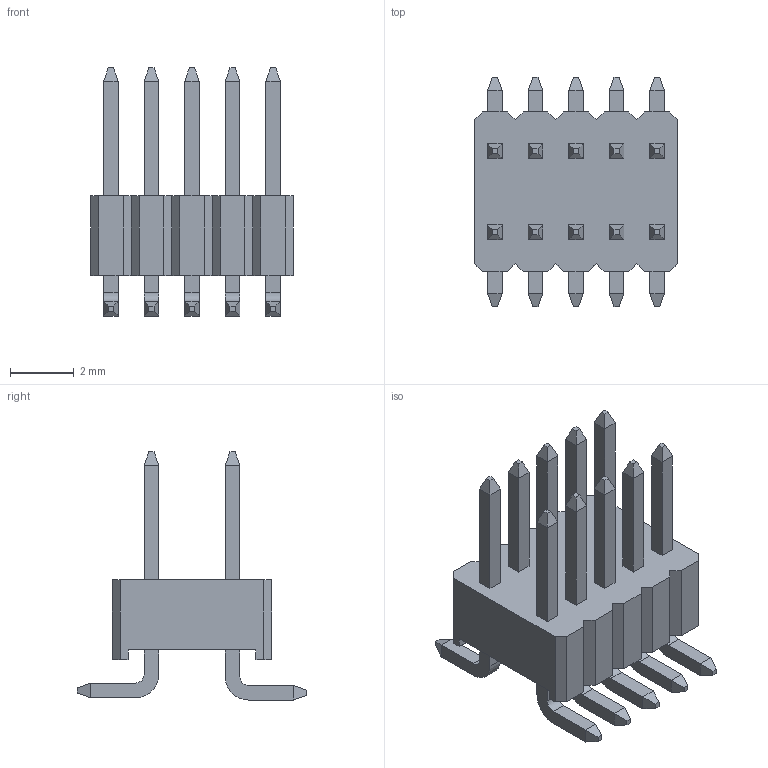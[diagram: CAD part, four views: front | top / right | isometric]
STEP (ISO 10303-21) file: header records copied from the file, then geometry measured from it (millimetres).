
FILE_DESCRIPTION(('FreeCAD Model'),'2;1');
FILE_NAME('User Library-Harwin_M52-040000S0545_HDRV10W46P254X127_2X5_635X720X777.step', '2017-03-03T22:21:34',('Author'),(''), 'Open CASCADE STEP processor 6.8','FreeCAD','Unknown');
FILE_SCHEMA(('AUTOMOTIVE_DESIGN_CC2 { 1 2 10303 214 -1 1 5 4 }'));
Length unit declared in the file: millimetre
Products named in the file (2): ASSEMBLY; User_Library-Harwin_M52-040000S0545_HDRV10W46P254X127_2X5_635X720X777
Assembly tree (1 placements, depth 2):
  ASSEMBLY
    User_Library-Harwin_M52-040000S0545_HDRV10W46P254X127_2X5_635X720X777
Bounding box: 6.35 x 7.2 x 7.77 mm (x, y, z)
Volume: 85 mm3; surface area: 251.6 mm2
Topology: 1 solids, 1 shells, 258 faces, 628 edges, 392 vertices
Faces by surface type: plane 238, cylinder 20
Entity records: 19153 total; most frequent: CARTESIAN_POINT 4576, DIRECTION 2344, LINE 1724, VECTOR 1724, ORIENTED_EDGE 1256, PCURVE 1256, DEFINITIONAL_REPRESENTATION 1256, EDGE_CURVE 628
